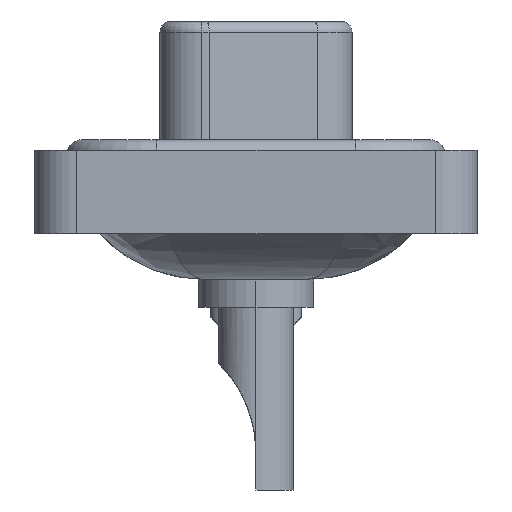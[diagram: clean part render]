
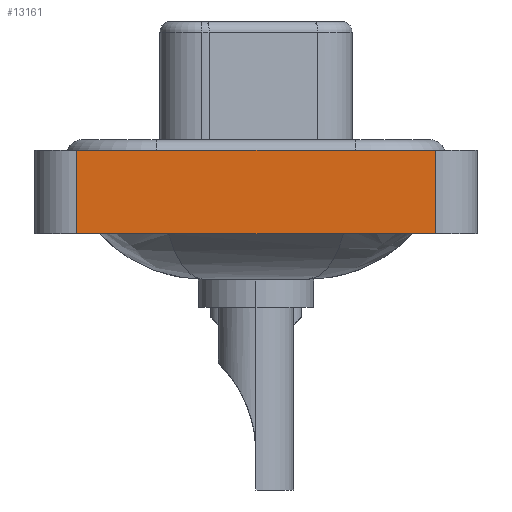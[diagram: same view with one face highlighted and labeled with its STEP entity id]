
A CAD part, left-side view. The second image highlights one B-rep face of the part: STEP entity #13161.
In plain terms, the highlighted planar face has unit normal (-1, 0, 0).
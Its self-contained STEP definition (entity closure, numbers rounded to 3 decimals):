
#143 = CARTESIAN_POINT ( 'NONE',  ( -7.35, 8.55, -3.6 ) ) ;
#251 = LINE ( 'NONE', #143, #9426 ) ;
#915 = CARTESIAN_POINT ( 'NONE',  ( -7.35, -8.55, -3.6 ) ) ;
#1065 = VERTEX_POINT ( 'NONE', #12643 ) ;
#1225 = EDGE_CURVE ( 'NONE', #4694, #12659, #15512, .T. ) ;
#1431 = DIRECTION ( 'NONE',  ( 0., -1., 0. ) ) ;
#1609 = DIRECTION ( 'NONE',  ( -1., 0., 0. ) ) ;
#1958 = VECTOR ( 'NONE', #1431, 1000. ) ;
#2410 = DIRECTION ( 'NONE',  ( 0., -1., 0. ) ) ;
#2918 = EDGE_CURVE ( 'NONE', #1065, #12659, #4214, .T. ) ;
#3400 = ORIENTED_EDGE ( 'NONE', *, *, #1225, .T. ) ;
#4106 = CARTESIAN_POINT ( 'NONE',  ( -7.35, -8.55, 0.4 ) ) ;
#4214 = LINE ( 'NONE', #4106, #19252 ) ;
#4694 = VERTEX_POINT ( 'NONE', #19191 ) ;
#7431 = DIRECTION ( 'NONE',  ( 0., 0., 1. ) ) ;
#7839 = EDGE_CURVE ( 'NONE', #11156, #1065, #251, .T. ) ;
#8131 = FACE_OUTER_BOUND ( 'NONE', #15169, .T. ) ;
#8287 = DIRECTION ( 'NONE',  ( 0., 0., 1. ) ) ;
#9426 = VECTOR ( 'NONE', #8287, 1000. ) ;
#11012 = PLANE ( 'NONE',  #20853 ) ;
#11156 = VERTEX_POINT ( 'NONE', #14966 ) ;
#11412 = EDGE_CURVE ( 'NONE', #11156, #4694, #15715, .T. ) ;
#12643 = CARTESIAN_POINT ( 'NONE',  ( -7.35, 8.55, 0.4 ) ) ;
#12659 = VERTEX_POINT ( 'NONE', #17605 ) ;
#12669 = ORIENTED_EDGE ( 'NONE', *, *, #2918, .F. ) ;
#12917 = CARTESIAN_POINT ( 'NONE',  ( -7.35, -8.55, -3.6 ) ) ;
#13161 = ADVANCED_FACE ( 'NONE', ( #8131 ), #11012, .T. ) ;
#14462 = ORIENTED_EDGE ( 'NONE', *, *, #7839, .F. ) ;
#14493 = DIRECTION ( 'NONE',  ( 0., 0., 1. ) ) ;
#14638 = ORIENTED_EDGE ( 'NONE', *, *, #11412, .T. ) ;
#14966 = CARTESIAN_POINT ( 'NONE',  ( -7.35, 8.55, -3.6 ) ) ;
#15169 = EDGE_LOOP ( 'NONE', ( #3400, #12669, #14462, #14638 ) ) ;
#15512 = LINE ( 'NONE', #915, #16267 ) ;
#15715 = LINE ( 'NONE', #20356, #1958 ) ;
#16267 = VECTOR ( 'NONE', #7431, 1000. ) ;
#17605 = CARTESIAN_POINT ( 'NONE',  ( -7.35, -8.55, 0.4 ) ) ;
#19191 = CARTESIAN_POINT ( 'NONE',  ( -7.35, -8.55, -3.6 ) ) ;
#19252 = VECTOR ( 'NONE', #2410, 1000. ) ;
#20356 = CARTESIAN_POINT ( 'NONE',  ( -7.35, -8.55, -3.6 ) ) ;
#20853 = AXIS2_PLACEMENT_3D ( 'NONE', #12917, #1609, #14493 ) ;
